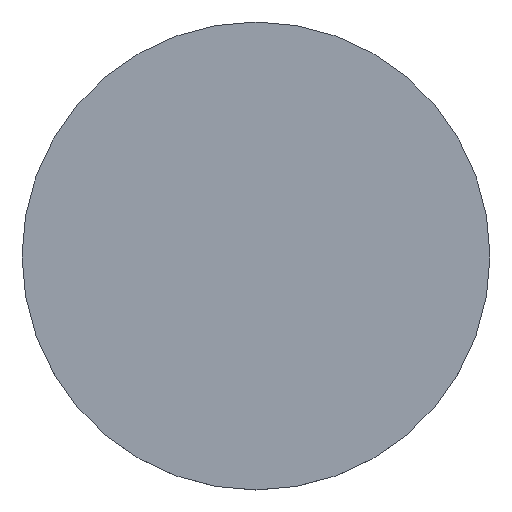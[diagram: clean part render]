
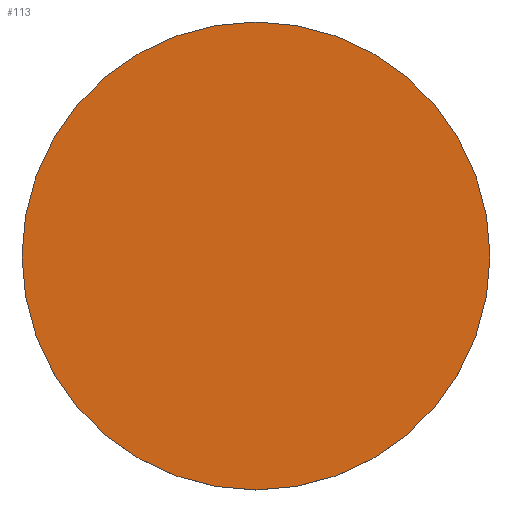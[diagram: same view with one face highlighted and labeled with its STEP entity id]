
A CAD part, top view. The second image highlights one B-rep face of the part: STEP entity #113.
In plain terms, the highlighted planar face has unit normal (0, 0, 1).
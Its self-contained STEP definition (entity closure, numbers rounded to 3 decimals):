
#4 = CIRCLE ( 'NONE', #24, 5. ) ;
#6 = DIRECTION ( 'NONE',  ( 1., 0., 0. ) ) ;
#9 = CARTESIAN_POINT ( 'NONE',  ( 5., 0., 0.5 ) ) ;
#15 = EDGE_CURVE ( 'NONE', #168, #153, #4, .T. ) ;
#21 = DIRECTION ( 'NONE',  ( 0., 0., 1. ) ) ;
#24 = AXIS2_PLACEMENT_3D ( 'NONE', #171, #21, #118 ) ;
#28 = ORIENTED_EDGE ( 'NONE', *, *, #163, .T. ) ;
#31 = CARTESIAN_POINT ( 'NONE',  ( -5., 0., 0.5 ) ) ;
#39 = ORIENTED_EDGE ( 'NONE', *, *, #15, .T. ) ;
#40 = PLANE ( 'NONE',  #51 ) ;
#51 = AXIS2_PLACEMENT_3D ( 'NONE', #143, #78, #6 ) ;
#53 = DIRECTION ( 'NONE',  ( 1., 0., 0. ) ) ;
#54 = EDGE_LOOP ( 'NONE', ( #39, #28 ) ) ;
#55 = AXIS2_PLACEMENT_3D ( 'NONE', #81, #162, #53 ) ;
#65 = FACE_OUTER_BOUND ( 'NONE', #54, .T. ) ;
#78 = DIRECTION ( 'NONE',  ( 0., 0., 1. ) ) ;
#79 = CIRCLE ( 'NONE', #55, 5. ) ;
#81 = CARTESIAN_POINT ( 'NONE',  ( 0., 0., 0.5 ) ) ;
#113 = ADVANCED_FACE ( 'NONE', ( #65 ), #40, .T. ) ;
#118 = DIRECTION ( 'NONE',  ( 1., 0., 0. ) ) ;
#143 = CARTESIAN_POINT ( 'NONE',  ( 0., 0., 0.5 ) ) ;
#153 = VERTEX_POINT ( 'NONE', #9 ) ;
#162 = DIRECTION ( 'NONE',  ( 0., 0., 1. ) ) ;
#163 = EDGE_CURVE ( 'NONE', #153, #168, #79, .T. ) ;
#168 = VERTEX_POINT ( 'NONE', #31 ) ;
#171 = CARTESIAN_POINT ( 'NONE',  ( 0., 0., 0.5 ) ) ;
